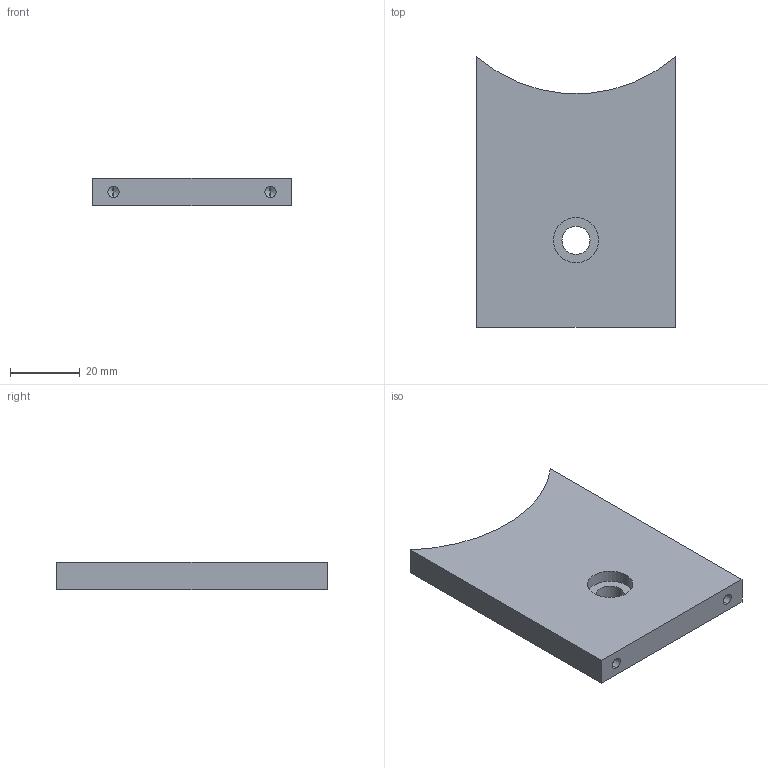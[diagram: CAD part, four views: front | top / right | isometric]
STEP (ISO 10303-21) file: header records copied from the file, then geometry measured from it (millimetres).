
FILE_DESCRIPTION (( 'STEP AP203' ), '1' );
FILE_NAME ('arieremot.STEP', '2018-01-03T14:25:14', ( '' ), ( '' ), 'SwSTEP 2.0', 'SolidWorks 2016', '' );
FILE_SCHEMA (( 'CONFIG_CONTROL_DESIGN' ));
Length unit declared in the file: millimetre
Products named in the file (1): arieremot
Bounding box: 57 x 77.71 x 8 mm (x, y, z)
Volume: 31063.7 mm3; surface area: 10769.7 mm2
Topology: 1 solids, 1 shells, 19 faces, 44 edges, 26 vertices
Faces by surface type: cylinder 9, plane 6, cone 4
Entity records: 597 total; most frequent: DIRECTION 98, CARTESIAN_POINT 86, ORIENTED_EDGE 80, EDGE_CURVE 40, AXIS2_PLACEMENT_3D 38, VERTEX_POINT 26, EDGE_LOOP 24, VECTOR 22
